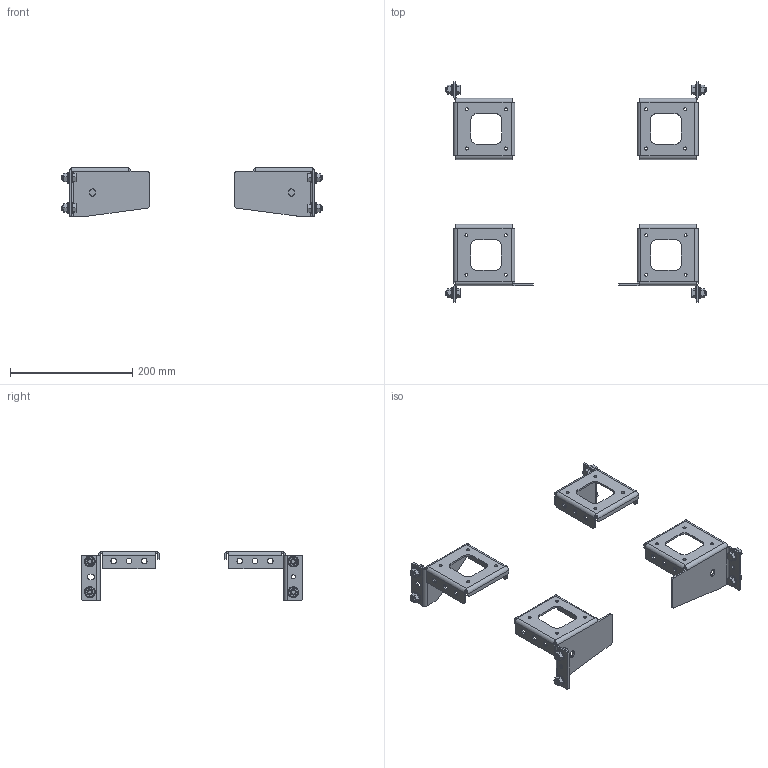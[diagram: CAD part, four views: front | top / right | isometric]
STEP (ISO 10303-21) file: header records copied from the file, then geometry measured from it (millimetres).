
FILE_DESCRIPTION (( 'STEP AP203' ), '1' );
FILE_NAME ('RZMCRE01IT.STEP', '2014-04-04T11:40:55', ( 'admin' ), ( '' ), 'SwSTEP 2.0', 'SolidWorks 2013', '' );
FILE_SCHEMA (( 'CONFIG_CONTROL_DESIGN' ));
Length unit declared in the file: millimetre
Products named in the file (7): AC00C646S; AC00C647D; AC00C647S; A0400005_A0400005; A3300003_A3300003; RZMCRE01IT; AC00C646D
Assembly tree (20 placements, depth 2):
  RZMCRE01IT
    AC00C646D
    AC00C646S
    AC00C647D
    AC00C647S
    A0400005_A0400005  x8
    A3300003_A3300003  x8
Bounding box: 426 x 361 x 80 mm (x, y, z)
Volume: 273520.1 mm3; surface area: 198348.5 mm2
Topology: 20 solids, 20 shells, 1263 faces, 3305 edges, 2098 vertices
Faces by surface type: plane 734, cylinder 241, cone 224, torus 64
Entity records: 17548 total; most frequent: DIRECTION 2977, CARTESIAN_POINT 2969, ORIENTED_EDGE 2718, EDGE_CURVE 1359, AXIS2_PLACEMENT_3D 1112, VERTEX_POINT 852, LINE 753, VECTOR 753
